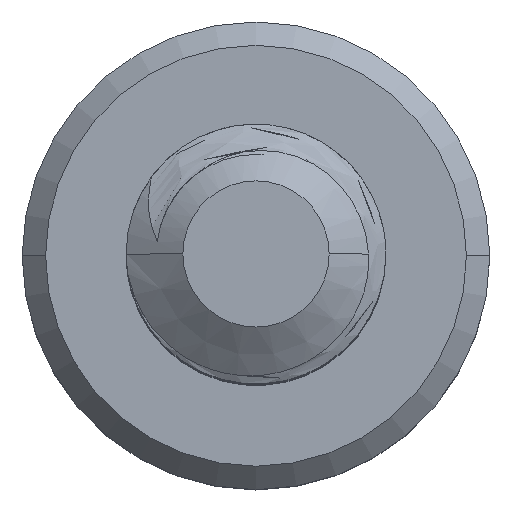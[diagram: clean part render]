
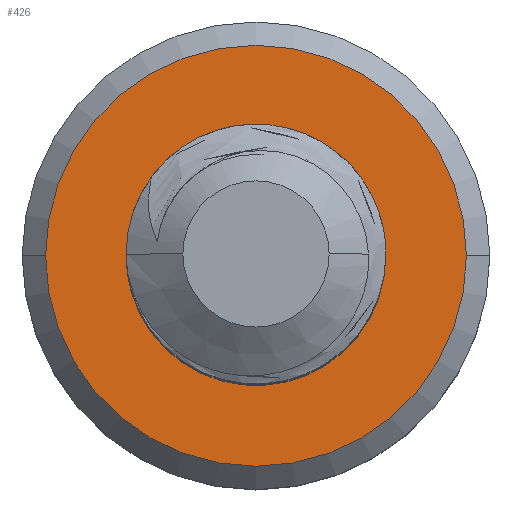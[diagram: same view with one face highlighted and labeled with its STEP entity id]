
A CAD part, top view. The second image highlights one B-rep face of the part: STEP entity #426.
In plain terms, the highlighted planar face has unit normal (0, 0, 1).
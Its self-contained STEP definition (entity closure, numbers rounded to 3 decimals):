
#43 = VERTEX_POINT ( 'NONE', #1851 ) ;
#47 = CARTESIAN_POINT ( 'NONE',  ( 1.233, 0.208, -10. ) ) ;
#55 = AXIS2_PLACEMENT_3D ( 'NONE', #2537, #5735, #3015 ) ;
#87 = CARTESIAN_POINT ( 'NONE',  ( -0.172, -1.005, -10. ) ) ;
#299 = CARTESIAN_POINT ( 'NONE',  ( 0., 0., -10. ) ) ;
#377 = CARTESIAN_POINT ( 'NONE',  ( -0.944, -0.16, -10. ) ) ;
#426 = ADVANCED_FACE ( 'NONE', ( #2683, #2159 ), #5864, .F. ) ;
#489 = CARTESIAN_POINT ( 'NONE',  ( 1.24, 0.099, -10. ) ) ;
#524 = CARTESIAN_POINT ( 'NONE',  ( -0.465, -0.861, -10. ) ) ;
#526 = DIRECTION ( 'NONE',  ( 0., 0., 1. ) ) ;
#554 = ORIENTED_EDGE ( 'NONE', *, *, #5007, .T. ) ;
#610 = CARTESIAN_POINT ( 'NONE',  ( 1.233, 0.208, -10. ) ) ;
#967 = CARTESIAN_POINT ( 'NONE',  ( 1.189, -0.222, -10. ) ) ;
#968 = DIRECTION ( 'NONE',  ( -1., 0., 0. ) ) ;
#1285 = CARTESIAN_POINT ( 'NONE',  ( -1.001, 0.275, -10. ) ) ;
#1441 = CARTESIAN_POINT ( 'NONE',  ( 1.055, -0.519, -10. ) ) ;
#1468 = ORIENTED_EDGE ( 'NONE', *, *, #5155, .T. ) ;
#1570 = AXIS2_PLACEMENT_3D ( 'NONE', #2651, #5805, #5349 ) ;
#1600 = DIRECTION ( 'NONE',  ( 0., 0., -1. ) ) ;
#1768 = CARTESIAN_POINT ( 'NONE',  ( -0.703, 0.859, -10. ) ) ;
#1776 = CIRCLE ( 'NONE', #3673, 1.25 ) ;
#1777 = EDGE_CURVE ( 'NONE', #2375, #5345, #5159, .T. ) ;
#1784 = DIRECTION ( 'NONE',  ( 0., 0., 1. ) ) ;
#1791 = CIRCLE ( 'NONE', #55, 2.025 ) ;
#1842 = CARTESIAN_POINT ( 'NONE',  ( -0.944, -0.16, -10. ) ) ;
#1851 = CARTESIAN_POINT ( 'NONE',  ( 0.713, 1.027, -10. ) ) ;
#1917 = CARTESIAN_POINT ( 'NONE',  ( 0.847, -0.769, -10. ) ) ;
#2159 = FACE_BOUND ( 'NONE', #4933, .T. ) ;
#2250 = CARTESIAN_POINT ( 'NONE',  ( -0.129, 1.174, -10. ) ) ;
#2253 = EDGE_CURVE ( 'NONE', #5345, #2375, #1791, .T. ) ;
#2336 = EDGE_LOOP ( 'NONE', ( #3646, #4411 ) ) ;
#2375 = VERTEX_POINT ( 'NONE', #2660 ) ;
#2399 = CARTESIAN_POINT ( 'NONE',  ( 0.479, -1.001, -10. ) ) ;
#2537 = CARTESIAN_POINT ( 'NONE',  ( 0., 0., -10. ) ) ;
#2569 = EDGE_CURVE ( 'NONE', #4910, #2950, #3532, .T. ) ;
#2651 = CARTESIAN_POINT ( 'NONE',  ( 0., 0., -10. ) ) ;
#2660 = CARTESIAN_POINT ( 'NONE',  ( 2.025, 0., -10. ) ) ;
#2683 = FACE_OUTER_BOUND ( 'NONE', #2336, .T. ) ;
#2721 = CARTESIAN_POINT ( 'NONE',  ( 0.521, 1.132, -10. ) ) ;
#2872 = CARTESIAN_POINT ( 'NONE',  ( -0.067, -1.03, -10. ) ) ;
#2950 = VERTEX_POINT ( 'NONE', #4725 ) ;
#3015 = DIRECTION ( 'NONE',  ( -1., 0., 0. ) ) ;
#3074 = B_SPLINE_CURVE_WITH_KNOTS ( 'NONE', 3,
 ( #377, #3166, #1285, #4522, #1768, #4985, #2250, #5452, #2721, #5917 ),
 .UNSPECIFIED., .F., .F.,
 ( 4, 2, 2, 2, 4 ),
 ( 0., 0.001, 0.001, 0.002, 0.003 ),
 .UNSPECIFIED. ) ;
#3166 = CARTESIAN_POINT ( 'NONE',  ( -1.009, 0.05, -10. ) ) ;
#3323 = CARTESIAN_POINT ( 'NONE',  ( -0.373, -0.92, -10. ) ) ;
#3532 = B_SPLINE_CURVE_WITH_KNOTS ( 'NONE', 3,
 ( #47, #489, #3769, #967, #4213, #1441, #4670, #1917, #5121, #2399, #5582, #2872, #87, #3323, #524, #3792 ),
 .UNSPECIFIED., .F., .F.,
 ( 4, 2, 2, 2, 2, 2, 2, 4 ),
 ( 0., 0., 0.001, 0.001, 0.001, 0.002, 0.002, 0.003 ),
 .UNSPECIFIED. ) ;
#3646 = ORIENTED_EDGE ( 'NONE', *, *, #2253, .T. ) ;
#3673 = AXIS2_PLACEMENT_3D ( 'NONE', #4537, #1784, #4999 ) ;
#3726 = VERTEX_POINT ( 'NONE', #1842 ) ;
#3769 = CARTESIAN_POINT ( 'NONE',  ( 1.232, -0.009, -10. ) ) ;
#3792 = CARTESIAN_POINT ( 'NONE',  ( -0.546, -0.787, -10. ) ) ;
#3954 = CIRCLE ( 'NONE', #5836, 0.958 ) ;
#4154 = ORIENTED_EDGE ( 'NONE', *, *, #2569, .T. ) ;
#4213 = CARTESIAN_POINT ( 'NONE',  ( 1.153, -0.326, -10. ) ) ;
#4300 = ORIENTED_EDGE ( 'NONE', *, *, #5627, .F. ) ;
#4366 = CARTESIAN_POINT ( 'NONE',  ( 0., 0., -10. ) ) ;
#4411 = ORIENTED_EDGE ( 'NONE', *, *, #1777, .T. ) ;
#4497 = AXIS2_PLACEMENT_3D ( 'NONE', #299, #526, #968 ) ;
#4522 = CARTESIAN_POINT ( 'NONE',  ( -0.843, 0.684, -10. ) ) ;
#4537 = CARTESIAN_POINT ( 'NONE',  ( 0., 0., -10. ) ) ;
#4669 = CARTESIAN_POINT ( 'NONE',  ( -2.025, 0., -10. ) ) ;
#4670 = CARTESIAN_POINT ( 'NONE',  ( 0.993, -0.61, -10. ) ) ;
#4725 = CARTESIAN_POINT ( 'NONE',  ( -0.546, -0.787, -10. ) ) ;
#4824 = DIRECTION ( 'NONE',  ( 1., 0., 0. ) ) ;
#4910 = VERTEX_POINT ( 'NONE', #610 ) ;
#4933 = EDGE_LOOP ( 'NONE', ( #4300, #4154, #554, #1468 ) ) ;
#4985 = CARTESIAN_POINT ( 'NONE',  ( -0.345, 1.107, -10. ) ) ;
#4999 = DIRECTION ( 'NONE',  ( 1., 0., 0. ) ) ;
#5007 = EDGE_CURVE ( 'NONE', #2950, #3726, #3954, .T. ) ;
#5121 = CARTESIAN_POINT ( 'NONE',  ( 0.76, -0.838, -10. ) ) ;
#5155 = EDGE_CURVE ( 'NONE', #3726, #43, #3074, .T. ) ;
#5159 = CIRCLE ( 'NONE', #4497, 2.025 ) ;
#5345 = VERTEX_POINT ( 'NONE', #4669 ) ;
#5349 = DIRECTION ( 'NONE',  ( -1., 0., 0. ) ) ;
#5452 = CARTESIAN_POINT ( 'NONE',  ( 0.303, 1.185, -10. ) ) ;
#5582 = CARTESIAN_POINT ( 'NONE',  ( 0.261, -1.053, -10. ) ) ;
#5627 = EDGE_CURVE ( 'NONE', #4910, #43, #1776, .T. ) ;
#5735 = DIRECTION ( 'NONE',  ( 0., 0., 1. ) ) ;
#5805 = DIRECTION ( 'NONE',  ( 0., 0., -1. ) ) ;
#5836 = AXIS2_PLACEMENT_3D ( 'NONE', #4366, #1600, #4824 ) ;
#5864 = PLANE ( 'NONE',  #1570 ) ;
#5917 = CARTESIAN_POINT ( 'NONE',  ( 0.713, 1.027, -10. ) ) ;
